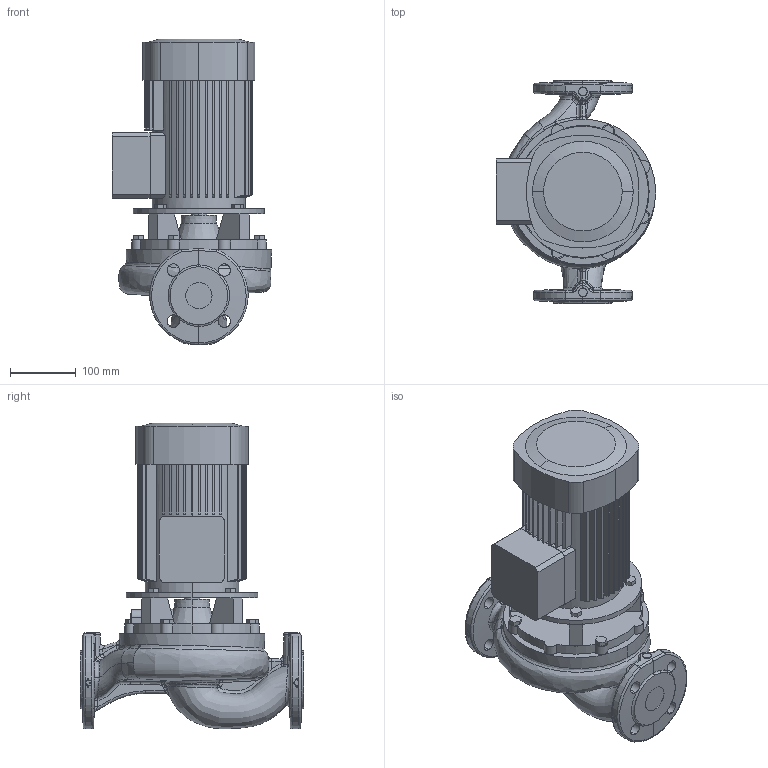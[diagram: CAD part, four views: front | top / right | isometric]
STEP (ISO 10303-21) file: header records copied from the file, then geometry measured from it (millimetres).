
FILE_DESCRIPTION (( 'STEP AP203' ), '1' );
FILE_NAME ('VariA 40-18.STEP', '2014-07-08T08:44:14', ( '' ), ( '' ), 'SwSTEP 2.0', 'SolidWorks 2011', '' );
FILE_SCHEMA (( 'CONFIG_CONTROL_DESIGN' ));
Length unit declared in the file: millimetre
Products named in the file (1): VariA 40-18
Bounding box: 243 x 340 x 466 mm (x, y, z)
Volume: 10763997.8 mm3; surface area: 761434.7 mm2
Topology: 4 solids, 4 shells, 749 faces, 1926 edges, 1191 vertices
Faces by surface type: plane 233, bspline 207, cylinder 191, cone 62, torus 44, sphere 12
Entity records: 62670 total; most frequent: CARTESIAN_POINT 45962, ORIENTED_EDGE 3810, DIRECTION 3050, EDGE_CURVE 1905, VERTEX_POINT 1191, AXIS2_PLACEMENT_3D 1169, EDGE_LOOP 792, FACE_OUTER_BOUND 749
